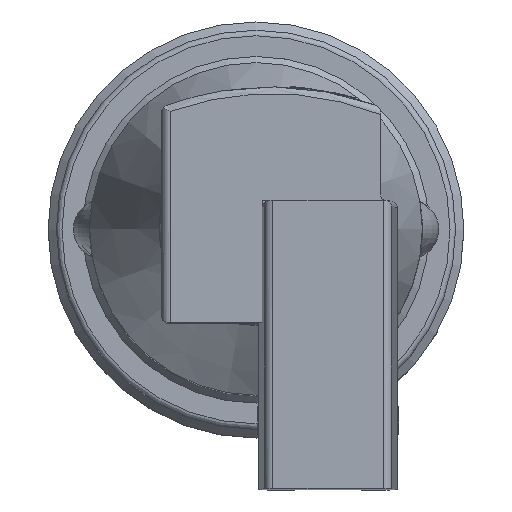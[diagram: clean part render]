
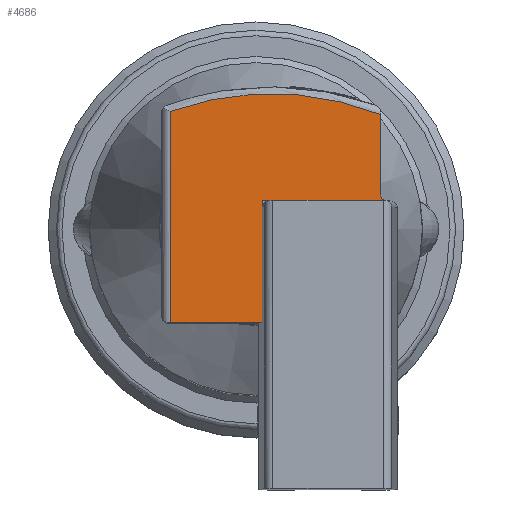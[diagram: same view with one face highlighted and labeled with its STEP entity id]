
A CAD part, top view. The second image highlights one B-rep face of the part: STEP entity #4686.
In plain terms, the highlighted planar face has unit normal (0, 0, 1).
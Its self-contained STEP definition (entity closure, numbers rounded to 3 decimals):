
#171=LINE('',#6659,#444);
#172=LINE('',#6661,#445);
#173=LINE('',#6663,#446);
#174=LINE('',#6665,#447);
#175=LINE('',#6669,#448);
#444=VECTOR('',#5498,1000.);
#445=VECTOR('',#5499,1000.);
#446=VECTOR('',#5500,1000.);
#447=VECTOR('',#5501,1000.);
#448=VECTOR('',#5504,1000.);
#635=PLANE('',#4951);
#919=ORIENTED_EDGE('',*,*,#1834,.F.);
#920=ORIENTED_EDGE('',*,*,#1835,.F.);
#921=ORIENTED_EDGE('',*,*,#1836,.T.);
#922=ORIENTED_EDGE('',*,*,#1837,.F.);
#923=ORIENTED_EDGE('',*,*,#1838,.T.);
#924=ORIENTED_EDGE('',*,*,#1839,.F.);
#925=ORIENTED_EDGE('',*,*,#1840,.T.);
#1834=EDGE_CURVE('',#2283,#2284,#2521,.T.);
#1835=EDGE_CURVE('',#2285,#2283,#171,.F.);
#1836=EDGE_CURVE('',#2285,#2286,#172,.T.);
#1837=EDGE_CURVE('',#2287,#2286,#173,.T.);
#1838=EDGE_CURVE('',#2287,#2288,#174,.T.);
#1839=EDGE_CURVE('',#2289,#2288,#2522,.T.);
#1840=EDGE_CURVE('',#2289,#2284,#175,.T.);
#2283=VERTEX_POINT('',#6657);
#2284=VERTEX_POINT('',#6658);
#2285=VERTEX_POINT('',#6660);
#2286=VERTEX_POINT('',#6662);
#2287=VERTEX_POINT('',#6664);
#2288=VERTEX_POINT('',#6666);
#2289=VERTEX_POINT('',#6668);
#2521=CIRCLE('',#4952,10.75);
#2522=CIRCLE('',#4953,0.2);
#2664=EDGE_LOOP('',(#919,#920,#921,#922,#923,#924,#925));
#2922=FACE_BOUND('',#2664,.T.);
#4686=ADVANCED_FACE('',(#2922),#635,.T.);
#4951=AXIS2_PLACEMENT_3D('',#6655,#5494,#5495);
#4952=AXIS2_PLACEMENT_3D('',#6656,#5496,#5497);
#4953=AXIS2_PLACEMENT_3D('',#6667,#5502,#5503);
#5494=DIRECTION('',(0.,0.,1.));
#5495=DIRECTION('',(1.,0.,0.));
#5496=DIRECTION('',(0.,0.,-1.));
#5497=DIRECTION('',(-1.,0.,0.));
#5498=DIRECTION('',(0.,-1.,0.));
#5499=DIRECTION('',(1.,0.,0.));
#5500=DIRECTION('',(0.,-1.,0.));
#5501=DIRECTION('',(1.,0.,0.));
#5502=DIRECTION('',(0.,0.,1.));
#5503=DIRECTION('',(1.,0.,0.));
#5504=DIRECTION('',(0.,1.,0.));
#6655=CARTESIAN_POINT('',(-3.25,6.25,23.925));
#6656=CARTESIAN_POINT('',(0.45,3.504,23.925));
#6657=CARTESIAN_POINT('',(-3.2,13.615,23.925));
#6658=CARTESIAN_POINT('',(4.4,13.502,23.925));
#6659=CARTESIAN_POINT('',(-3.2,15.1,23.925));
#6660=CARTESIAN_POINT('',(-3.2,6.,23.925));
#6661=CARTESIAN_POINT('',(-3.25,6.,23.925));
#6662=CARTESIAN_POINT('',(0.124,6.,23.925));
#6663=CARTESIAN_POINT('',(0.124,10.4,23.925));
#6664=CARTESIAN_POINT('',(0.124,10.4,23.925));
#6665=CARTESIAN_POINT('',(0.3,10.4,23.925));
#6666=CARTESIAN_POINT('',(4.6,10.4,23.925));
#6667=CARTESIAN_POINT('',(4.6,10.6,23.925));
#6668=CARTESIAN_POINT('',(4.4,10.6,23.925));
#6669=CARTESIAN_POINT('',(4.4,10.6,23.925));
